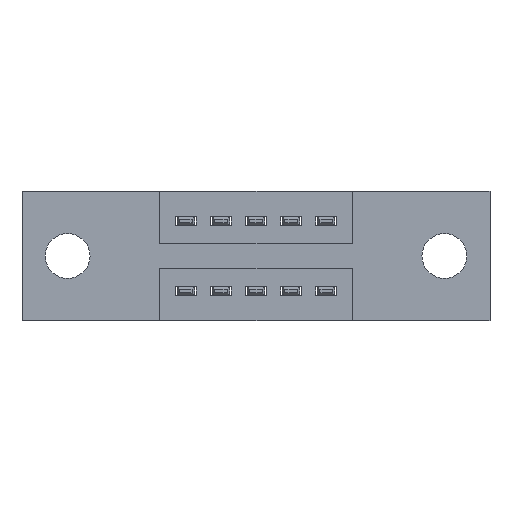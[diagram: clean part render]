
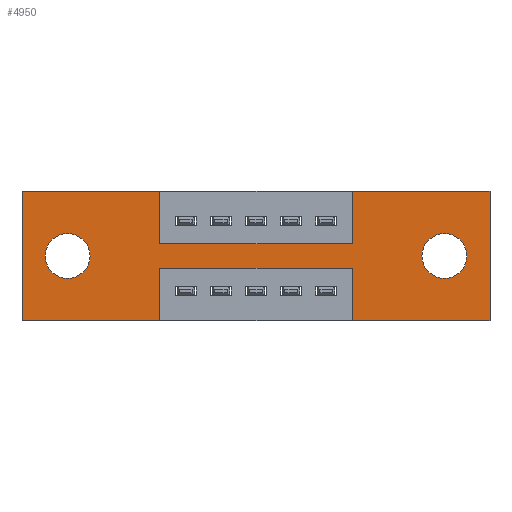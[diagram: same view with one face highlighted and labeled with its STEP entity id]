
A CAD part, front view. The second image highlights one B-rep face of the part: STEP entity #4950.
In plain terms, the highlighted planar face has unit normal (0, -1, 0).
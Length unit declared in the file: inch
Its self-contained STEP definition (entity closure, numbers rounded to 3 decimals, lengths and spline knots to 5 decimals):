
#173 = CARTESIAN_POINT ( 'NONE',  ( 1.335, 0., -0.37 ) ) ;
#271 = ORIENTED_EDGE ( 'NONE', *, *, #4892, .F. ) ;
#366 = CARTESIAN_POINT ( 'NONE',  ( 0., 0., 0. ) ) ;
#376 = ORIENTED_EDGE ( 'NONE', *, *, #1905, .F. ) ;
#412 = LINE ( 'NONE', #2262, #5834 ) ;
#496 = ORIENTED_EDGE ( 'NONE', *, *, #4869, .F. ) ;
#578 = CARTESIAN_POINT ( 'NONE',  ( 0., 0., -0.37 ) ) ;
#637 = CARTESIAN_POINT ( 'NONE',  ( 0., 0., -0.37 ) ) ;
#653 = DIRECTION ( 'NONE',  ( 1., 0., 0. ) ) ;
#674 = CARTESIAN_POINT ( 'NONE',  ( 0.9425, 0., -0.37 ) ) ;
#706 = CARTESIAN_POINT ( 'NONE',  ( 0.13, 0., -0.121 ) ) ;
#737 = EDGE_CURVE ( 'NONE', #3011, #7613, #5414, .T. ) ;
#909 = AXIS2_PLACEMENT_3D ( 'NONE', #8077, #4707, #3396 ) ;
#922 = DIRECTION ( 'NONE',  ( 0., 1., 0. ) ) ;
#947 = CIRCLE ( 'NONE', #8215, 0.064 ) ;
#953 = DIRECTION ( 'NONE',  ( 0., 0., 1. ) ) ;
#981 = EDGE_CURVE ( 'NONE', #8115, #3011, #6254, .T. ) ;
#992 = VERTEX_POINT ( 'NONE', #8637 ) ;
#1096 = ORIENTED_EDGE ( 'NONE', *, *, #5261, .T. ) ;
#1200 = CARTESIAN_POINT ( 'NONE',  ( 0., 0., -0.37 ) ) ;
#1216 = CARTESIAN_POINT ( 'NONE',  ( 0.9425, 0., -0.22 ) ) ;
#1257 = DIRECTION ( 'NONE',  ( 0., 0., 1. ) ) ;
#1397 = DIRECTION ( 'NONE',  ( 0., 0., 1. ) ) ;
#1577 = DIRECTION ( 'NONE',  ( 0., 0., -1. ) ) ;
#1624 = VECTOR ( 'NONE', #8089, 39.37008 ) ;
#1626 = ORIENTED_EDGE ( 'NONE', *, *, #6494, .F. ) ;
#1687 = CARTESIAN_POINT ( 'NONE',  ( 0., 0., 0. ) ) ;
#1905 = EDGE_CURVE ( 'NONE', #5585, #5918, #2294, .T. ) ;
#1977 = CARTESIAN_POINT ( 'NONE',  ( 0.9425, 0., -0.37 ) ) ;
#2014 = EDGE_CURVE ( 'NONE', #7613, #8501, #3145, .T. ) ;
#2022 = VECTOR ( 'NONE', #6795, 39.37008 ) ;
#2026 = CIRCLE ( 'NONE', #909, 0.064 ) ;
#2050 = CARTESIAN_POINT ( 'NONE',  ( 0.9425, 0., 0. ) ) ;
#2150 = VECTOR ( 'NONE', #1397, 39.37008 ) ;
#2262 = CARTESIAN_POINT ( 'NONE',  ( 0.3925, 0., -0.37 ) ) ;
#2294 = LINE ( 'NONE', #1687, #5458 ) ;
#2448 = VECTOR ( 'NONE', #8103, 39.37008 ) ;
#2602 = DIRECTION ( 'NONE',  ( 0., 0., -1. ) ) ;
#2660 = CARTESIAN_POINT ( 'NONE',  ( 0.3925, 0., 0. ) ) ;
#2695 = CARTESIAN_POINT ( 'NONE',  ( 1.205, 0., -0.121 ) ) ;
#2735 = AXIS2_PLACEMENT_3D ( 'NONE', #2851, #7527, #6094 ) ;
#2775 = VECTOR ( 'NONE', #7208, 39.37008 ) ;
#2840 = CARTESIAN_POINT ( 'NONE',  ( 1.335, 0., 0. ) ) ;
#2851 = CARTESIAN_POINT ( 'NONE',  ( 1.205, 0., -0.185 ) ) ;
#2907 = CARTESIAN_POINT ( 'NONE',  ( 0.3925, 0., -0.15 ) ) ;
#2933 = VECTOR ( 'NONE', #653, 39.37008 ) ;
#3011 = VERTEX_POINT ( 'NONE', #578 ) ;
#3061 = DIRECTION ( 'NONE',  ( 0., 0., -1. ) ) ;
#3145 = LINE ( 'NONE', #6694, #2933 ) ;
#3160 = EDGE_CURVE ( 'NONE', #7074, #5897, #4068, .T. ) ;
#3237 = ORIENTED_EDGE ( 'NONE', *, *, #2014, .F. ) ;
#3305 = AXIS2_PLACEMENT_3D ( 'NONE', #6427, #7776, #3061 ) ;
#3396 = DIRECTION ( 'NONE',  ( 0., 0., 1. ) ) ;
#3502 = ORIENTED_EDGE ( 'NONE', *, *, #6477, .F. ) ;
#3645 = ORIENTED_EDGE ( 'NONE', *, *, #3160, .F. ) ;
#3649 = ORIENTED_EDGE ( 'NONE', *, *, #6074, .F. ) ;
#3667 = EDGE_CURVE ( 'NONE', #5660, #5447, #7851, .T. ) ;
#3697 = LINE ( 'NONE', #8187, #2448 ) ;
#3705 = CIRCLE ( 'NONE', #3305, 0.064 ) ;
#3846 = CARTESIAN_POINT ( 'NONE',  ( 0., 0., 0. ) ) ;
#3901 = VECTOR ( 'NONE', #4781, 39.37008 ) ;
#4064 = CARTESIAN_POINT ( 'NONE',  ( 0.3925, 0., -0.15 ) ) ;
#4068 = LINE ( 'NONE', #637, #1624 ) ;
#4238 = LINE ( 'NONE', #4064, #2022 ) ;
#4345 = VECTOR ( 'NONE', #1577, 39.37008 ) ;
#4537 = VERTEX_POINT ( 'NONE', #1216 ) ;
#4541 = FACE_OUTER_BOUND ( 'NONE', #5805, .T. ) ;
#4707 = DIRECTION ( 'NONE',  ( 0., 1., 0. ) ) ;
#4781 = DIRECTION ( 'NONE',  ( 0., 0., 1. ) ) ;
#4835 = ORIENTED_EDGE ( 'NONE', *, *, #6972, .F. ) ;
#4867 = LINE ( 'NONE', #7958, #2775 ) ;
#4869 = EDGE_CURVE ( 'NONE', #7675, #8115, #412, .T. ) ;
#4892 = EDGE_CURVE ( 'NONE', #4537, #7675, #4867, .T. ) ;
#4950 = ADVANCED_FACE ( 'NONE', ( #5510, #7512, #4541 ), #5855, .T. ) ;
#5034 = ORIENTED_EDGE ( 'NONE', *, *, #5050, .T. ) ;
#5050 = EDGE_CURVE ( 'NONE', #8648, #992, #2026, .T. ) ;
#5138 = CARTESIAN_POINT ( 'NONE',  ( 0.9425, 0., -0.15 ) ) ;
#5261 = EDGE_CURVE ( 'NONE', #992, #8648, #947, .T. ) ;
#5414 = LINE ( 'NONE', #366, #2150 ) ;
#5447 = VERTEX_POINT ( 'NONE', #2695 ) ;
#5458 = VECTOR ( 'NONE', #6418, 39.37008 ) ;
#5510 = FACE_BOUND ( 'NONE', #6361, .T. ) ;
#5585 = VERTEX_POINT ( 'NONE', #6834 ) ;
#5637 = CARTESIAN_POINT ( 'NONE',  ( 0.3925, 0., 0. ) ) ;
#5660 = VERTEX_POINT ( 'NONE', #7752 ) ;
#5694 = LINE ( 'NONE', #1977, #6653 ) ;
#5805 = EDGE_LOOP ( 'NONE', ( #496, #271, #7900, #3645, #1626, #376, #4835, #3502, #3649, #3237, #6879, #7423 ) ) ;
#5834 = VECTOR ( 'NONE', #6994, 39.37008 ) ;
#5855 = PLANE ( 'NONE',  #6297 ) ;
#5897 = VERTEX_POINT ( 'NONE', #674 ) ;
#5918 = VERTEX_POINT ( 'NONE', #2840 ) ;
#6046 = EDGE_CURVE ( 'NONE', #5447, #5660, #3705, .T. ) ;
#6074 = EDGE_CURVE ( 'NONE', #8501, #7978, #6357, .T. ) ;
#6094 = DIRECTION ( 'NONE',  ( 0., 0., -1. ) ) ;
#6254 = LINE ( 'NONE', #7367, #8153 ) ;
#6297 = AXIS2_PLACEMENT_3D ( 'NONE', #1200, #6620, #2602 ) ;
#6357 = LINE ( 'NONE', #5637, #4345 ) ;
#6361 = EDGE_LOOP ( 'NONE', ( #7743, #7477 ) ) ;
#6385 = CARTESIAN_POINT ( 'NONE',  ( 0.3925, 0., -0.37 ) ) ;
#6418 = DIRECTION ( 'NONE',  ( 1., 0., 0. ) ) ;
#6427 = CARTESIAN_POINT ( 'NONE',  ( 1.205, 0., -0.185 ) ) ;
#6477 = EDGE_CURVE ( 'NONE', #7978, #7597, #4238, .T. ) ;
#6494 = EDGE_CURVE ( 'NONE', #5918, #7074, #3697, .T. ) ;
#6620 = DIRECTION ( 'NONE',  ( 0., -1., 0. ) ) ;
#6653 = VECTOR ( 'NONE', #1257, 39.37008 ) ;
#6694 = CARTESIAN_POINT ( 'NONE',  ( 0., 0., 0. ) ) ;
#6728 = DIRECTION ( 'NONE',  ( -1., 0., 0. ) ) ;
#6795 = DIRECTION ( 'NONE',  ( 1., 0., 0. ) ) ;
#6834 = CARTESIAN_POINT ( 'NONE',  ( 0.9425, 0., 0. ) ) ;
#6879 = ORIENTED_EDGE ( 'NONE', *, *, #737, .F. ) ;
#6937 = EDGE_LOOP ( 'NONE', ( #5034, #1096 ) ) ;
#6972 = EDGE_CURVE ( 'NONE', #7597, #5585, #8629, .T. ) ;
#6994 = DIRECTION ( 'NONE',  ( 0., 0., -1. ) ) ;
#7074 = VERTEX_POINT ( 'NONE', #173 ) ;
#7208 = DIRECTION ( 'NONE',  ( -1., 0., 0. ) ) ;
#7367 = CARTESIAN_POINT ( 'NONE',  ( 0., 0., -0.37 ) ) ;
#7423 = ORIENTED_EDGE ( 'NONE', *, *, #981, .F. ) ;
#7477 = ORIENTED_EDGE ( 'NONE', *, *, #3667, .T. ) ;
#7512 = FACE_BOUND ( 'NONE', #6937, .T. ) ;
#7527 = DIRECTION ( 'NONE',  ( 0., 1., 0. ) ) ;
#7597 = VERTEX_POINT ( 'NONE', #5138 ) ;
#7613 = VERTEX_POINT ( 'NONE', #3846 ) ;
#7675 = VERTEX_POINT ( 'NONE', #8549 ) ;
#7743 = ORIENTED_EDGE ( 'NONE', *, *, #6046, .T. ) ;
#7752 = CARTESIAN_POINT ( 'NONE',  ( 1.205, 0., -0.249 ) ) ;
#7776 = DIRECTION ( 'NONE',  ( 0., 1., 0. ) ) ;
#7851 = CIRCLE ( 'NONE', #2735, 0.064 ) ;
#7900 = ORIENTED_EDGE ( 'NONE', *, *, #8524, .F. ) ;
#7958 = CARTESIAN_POINT ( 'NONE',  ( 0.3925, 0., -0.22 ) ) ;
#7978 = VERTEX_POINT ( 'NONE', #2907 ) ;
#8077 = CARTESIAN_POINT ( 'NONE',  ( 0.13, 0., -0.185 ) ) ;
#8089 = DIRECTION ( 'NONE',  ( -1., 0., 0. ) ) ;
#8103 = DIRECTION ( 'NONE',  ( 0., 0., -1. ) ) ;
#8115 = VERTEX_POINT ( 'NONE', #6385 ) ;
#8153 = VECTOR ( 'NONE', #6728, 39.37008 ) ;
#8187 = CARTESIAN_POINT ( 'NONE',  ( 1.335, 0., 0. ) ) ;
#8215 = AXIS2_PLACEMENT_3D ( 'NONE', #8280, #922, #953 ) ;
#8280 = CARTESIAN_POINT ( 'NONE',  ( 0.13, 0., -0.185 ) ) ;
#8501 = VERTEX_POINT ( 'NONE', #2660 ) ;
#8524 = EDGE_CURVE ( 'NONE', #5897, #4537, #5694, .T. ) ;
#8549 = CARTESIAN_POINT ( 'NONE',  ( 0.3925, 0., -0.22 ) ) ;
#8629 = LINE ( 'NONE', #2050, #3901 ) ;
#8637 = CARTESIAN_POINT ( 'NONE',  ( 0.13, 0., -0.249 ) ) ;
#8648 = VERTEX_POINT ( 'NONE', #706 ) ;
